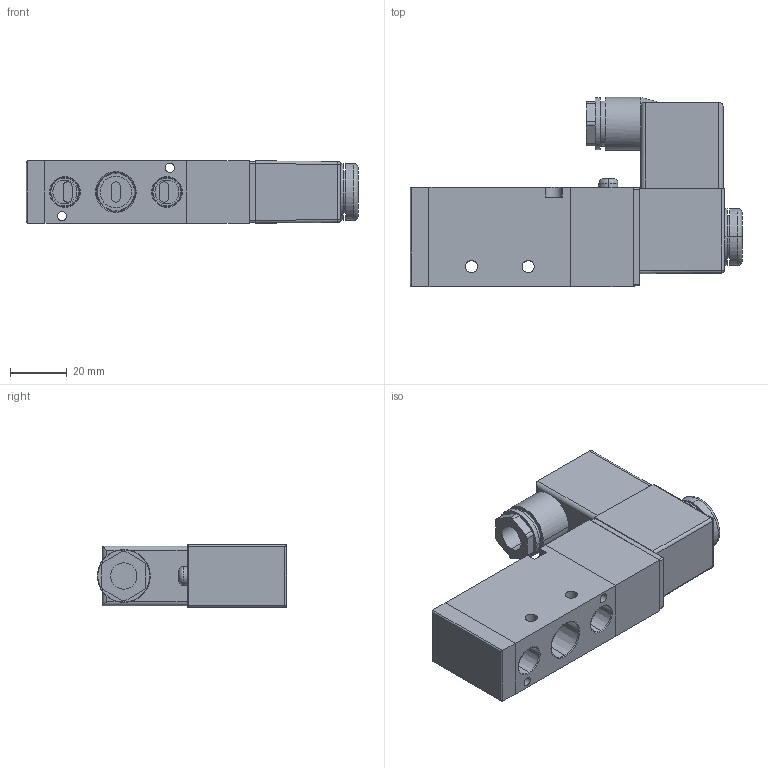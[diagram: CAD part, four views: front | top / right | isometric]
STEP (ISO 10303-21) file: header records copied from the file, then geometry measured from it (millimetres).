
FILE_DESCRIPTION (( 'STEP AP203' ), '1' );
FILE_NAME ('AVS-5212-24D.step', '2015-11-09T22:46:03', ( '' ), ( '' ), 'SwSTEP 2.0', 'SolidWorks 2015', '' );
FILE_SCHEMA (( 'CONFIG_CONTROL_DESIGN' ));
Length unit declared in the file: millimetre
Products named in the file (1): AVS-5212-24D
Bounding box: 117.1 x 66.7 x 22 mm (x, y, z)
Volume: 98699.8 mm3; surface area: 25357.9 mm2
Topology: 4 solids, 4 shells, 195 faces, 460 edges, 296 vertices
Faces by surface type: plane 91, cylinder 77, torus 14, cone 10, sphere 2, bspline 1
Entity records: 5828 total; most frequent: CARTESIAN_POINT 1170, DIRECTION 1001, ORIENTED_EDGE 920, EDGE_CURVE 460, AXIS2_PLACEMENT_3D 381, VERTEX_POINT 296, VECTOR 239, LINE 239
